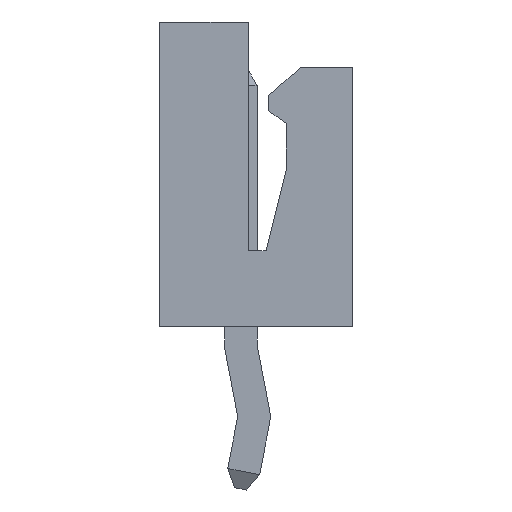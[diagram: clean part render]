
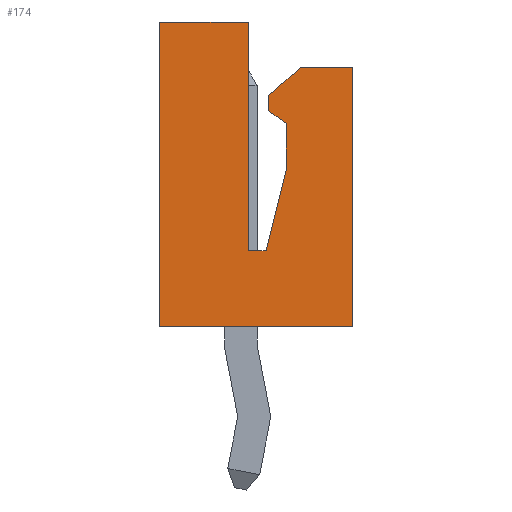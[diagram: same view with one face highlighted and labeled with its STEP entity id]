
A CAD part, left-side view. The second image highlights one B-rep face of the part: STEP entity #174.
In plain terms, the highlighted planar face has unit normal (-1, 0, 0).
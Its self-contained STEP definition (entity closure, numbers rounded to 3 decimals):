
#174 = ADVANCED_FACE( '', ( #405 ), #406, .T. );
#405 = FACE_OUTER_BOUND( '', #711, .T. );
#406 = PLANE( '', #712 );
#711 = EDGE_LOOP( '', ( #1019, #1020, #1021, #1022, #1023, #1024, #1025, #1026, #1027, #1028, #1029, #1030 ) );
#712 = AXIS2_PLACEMENT_3D( '', #1031, #1032, #1033 );
#1019 = ORIENTED_EDGE( '', *, *, #1906, .F. );
#1020 = ORIENTED_EDGE( '', *, *, #1907, .T. );
#1021 = ORIENTED_EDGE( '', *, *, #1908, .F. );
#1022 = ORIENTED_EDGE( '', *, *, #1909, .F. );
#1023 = ORIENTED_EDGE( '', *, *, #1910, .T. );
#1024 = ORIENTED_EDGE( '', *, *, #1911, .F. );
#1025 = ORIENTED_EDGE( '', *, *, #1912, .F. );
#1026 = ORIENTED_EDGE( '', *, *, #1913, .F. );
#1027 = ORIENTED_EDGE( '', *, *, #1914, .F. );
#1028 = ORIENTED_EDGE( '', *, *, #1915, .F. );
#1029 = ORIENTED_EDGE( '', *, *, #1916, .F. );
#1030 = ORIENTED_EDGE( '', *, *, #1917, .F. );
#1031 = CARTESIAN_POINT( '', ( -3.75, -1.9, -3. ) );
#1032 = DIRECTION( '', ( -1., 0., 0. ) );
#1033 = DIRECTION( '', ( 0., 0., 1. ) );
#1906 = EDGE_CURVE( '', #2269, #2270, #2271, .T. );
#1907 = EDGE_CURVE( '', #2269, #2272, #2273, .T. );
#1908 = EDGE_CURVE( '', #2274, #2272, #2275, .T. );
#1909 = EDGE_CURVE( '', #2276, #2274, #2277, .T. );
#1910 = EDGE_CURVE( '', #2276, #2278, #2279, .T. );
#1911 = EDGE_CURVE( '', #2280, #2278, #2281, .T. );
#1912 = EDGE_CURVE( '', #2282, #2280, #2283, .T. );
#1913 = EDGE_CURVE( '', #2284, #2282, #2285, .T. );
#1914 = EDGE_CURVE( '', #2286, #2284, #2287, .T. );
#1915 = EDGE_CURVE( '', #2288, #2286, #2289, .T. );
#1916 = EDGE_CURVE( '', #2290, #2288, #2291, .T. );
#1917 = EDGE_CURVE( '', #2270, #2290, #2292, .T. );
#2269 = VERTEX_POINT( '', #2800 );
#2270 = VERTEX_POINT( '', #2801 );
#2271 = LINE( '', #2802, #2803 );
#2272 = VERTEX_POINT( '', #2804 );
#2273 = LINE( '', #2805, #2806 );
#2274 = VERTEX_POINT( '', #2807 );
#2275 = LINE( '', #2808, #2809 );
#2276 = VERTEX_POINT( '', #2810 );
#2277 = LINE( '', #2811, #2812 );
#2278 = VERTEX_POINT( '', #2813 );
#2279 = LINE( '', #2814, #2815 );
#2280 = VERTEX_POINT( '', #2816 );
#2281 = LINE( '', #2817, #2818 );
#2282 = VERTEX_POINT( '', #2819 );
#2283 = LINE( '', #2820, #2821 );
#2284 = VERTEX_POINT( '', #2822 );
#2285 = LINE( '', #2823, #2824 );
#2286 = VERTEX_POINT( '', #2825 );
#2287 = LINE( '', #2826, #2827 );
#2288 = VERTEX_POINT( '', #2828 );
#2289 = LINE( '', #2829, #2830 );
#2290 = VERTEX_POINT( '', #2831 );
#2291 = LINE( '', #2832, #2833 );
#2292 = LINE( '', #2834, #2835 );
#2800 = CARTESIAN_POINT( '', ( -3.75, 0.15, 3. ) );
#2801 = CARTESIAN_POINT( '', ( -3.75, 0.15, -1.5 ) );
#2802 = CARTESIAN_POINT( '', ( -3.75, 0.15, -1.5 ) );
#2803 = VECTOR( '', #3540, 1000. );
#2804 = CARTESIAN_POINT( '', ( -3.75, 1.9, 3. ) );
#2805 = CARTESIAN_POINT( '', ( -3.75, -1.9, 3. ) );
#2806 = VECTOR( '', #3541, 1000. );
#2807 = CARTESIAN_POINT( '', ( -3.75, 1.9, -3. ) );
#2808 = CARTESIAN_POINT( '', ( -3.75, 1.9, -3. ) );
#2809 = VECTOR( '', #3542, 1000. );
#2810 = CARTESIAN_POINT( '', ( -3.75, -1.9, -3. ) );
#2811 = CARTESIAN_POINT( '', ( -3.75, -1.9, -3. ) );
#2812 = VECTOR( '', #3543, 1000. );
#2813 = CARTESIAN_POINT( '', ( -3.75, -1.9, 2.1 ) );
#2814 = CARTESIAN_POINT( '', ( -3.75, -1.9, -3. ) );
#2815 = VECTOR( '', #3544, 1000. );
#2816 = CARTESIAN_POINT( '', ( -3.75, -0.87, 2.1 ) );
#2817 = CARTESIAN_POINT( '', ( -3.75, -0.87, 2.1 ) );
#2818 = VECTOR( '', #3545, 1000. );
#2819 = CARTESIAN_POINT( '', ( -3.75, -0.25, 1.55 ) );
#2820 = CARTESIAN_POINT( '', ( -3.75, -0.25, 1.55 ) );
#2821 = VECTOR( '', #3546, 1000. );
#2822 = CARTESIAN_POINT( '', ( -3.75, -0.25, 1.25 ) );
#2823 = CARTESIAN_POINT( '', ( -3.75, -0.25, 1.55 ) );
#2824 = VECTOR( '', #3547, 1000. );
#2825 = CARTESIAN_POINT( '', ( -3.75, -0.6, 1. ) );
#2826 = CARTESIAN_POINT( '', ( -3.75, -0.25, 1.25 ) );
#2827 = VECTOR( '', #3548, 1000. );
#2828 = CARTESIAN_POINT( '', ( -3.75, -0.6, 0.1 ) );
#2829 = CARTESIAN_POINT( '', ( -3.75, -0.6, 1. ) );
#2830 = VECTOR( '', #3549, 1000. );
#2831 = CARTESIAN_POINT( '', ( -3.75, -0.2, -1.5 ) );
#2832 = CARTESIAN_POINT( '', ( -3.75, -0.2, -1.5 ) );
#2833 = VECTOR( '', #3550, 1000. );
#2834 = CARTESIAN_POINT( '', ( -3.75, 0.15, -1.5 ) );
#2835 = VECTOR( '', #3551, 1000. );
#3540 = DIRECTION( '', ( 0., 0., -1. ) );
#3541 = DIRECTION( '', ( 0., 1., 0. ) );
#3542 = DIRECTION( '', ( 0., 0., 1. ) );
#3543 = DIRECTION( '', ( 0., 1., 0. ) );
#3544 = DIRECTION( '', ( 0., 0., 1. ) );
#3545 = DIRECTION( '', ( 0., -1., 0. ) );
#3546 = DIRECTION( '', ( 0., -0.748, 0.664 ) );
#3547 = DIRECTION( '', ( 0., 0., 1. ) );
#3548 = DIRECTION( '', ( 0., 0.814, 0.581 ) );
#3549 = DIRECTION( '', ( 0., 0., 1. ) );
#3550 = DIRECTION( '', ( 0., -0.243, 0.97 ) );
#3551 = DIRECTION( '', ( 0., -1., 0. ) );
